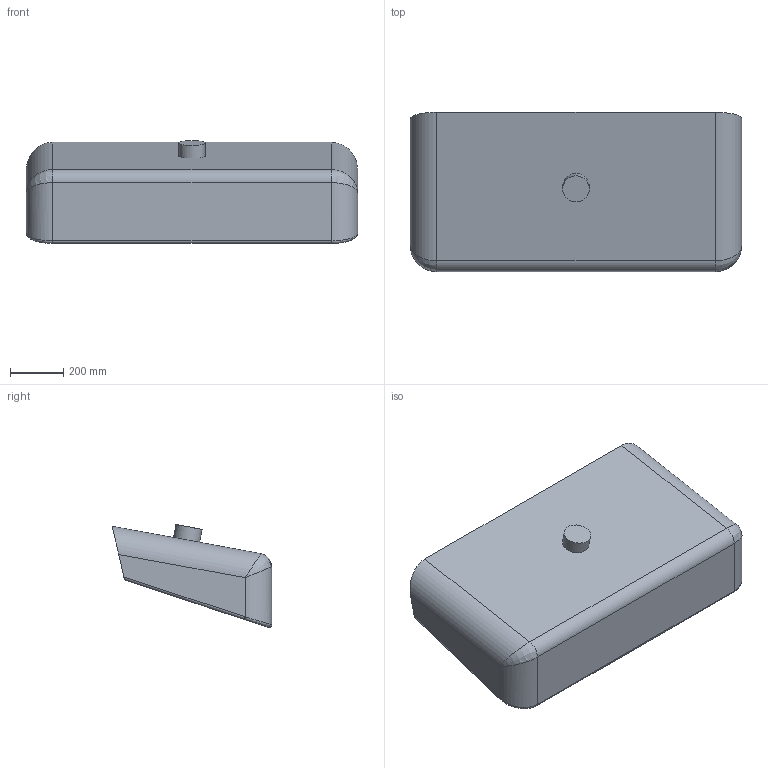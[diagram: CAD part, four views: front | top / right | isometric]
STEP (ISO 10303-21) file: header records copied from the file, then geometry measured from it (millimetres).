
FILE_DESCRIPTION(/* description */ (''),/* implementation_level */ '2;1');
FILE_NAME(/* name */ 'SeatBase.step',/* time_stamp */ '2025-05-27T21:04:58-04:00',/* author */ (''),/* organization */ (''),/* preprocessor_version */ 'ST-DEVELOPER v20.1',/* originating_system */ 'Autodesk Translation Framework v14.10.0.0',/* authorisation */ '');
FILE_SCHEMA (('AUTOMOTIVE_DESIGN { 1 0 10303 214 3 1 1 }'));
Length unit declared in the file: millimetre
Products named in the file (1): SeatBase
Bounding box: 1250 x 601.08 x 388.13 mm (x, y, z)
Volume: 163932695.1 mm3; surface area: 2276034 mm2
Topology: 1 solids, 1 shells, 22 faces, 46 edges, 26 vertices
Faces by surface type: cylinder 10, plane 8, bspline 4
Full cylindrical faces by diameter (mm): 100 x2
Entity records: 860 total; most frequent: CARTESIAN_POINT 355, DIRECTION 104, ORIENTED_EDGE 88, EDGE_CURVE 44, AXIS2_PLACEMENT_3D 41, VERTEX_POINT 26, EDGE_LOOP 24, FACE_OUTER_BOUND 22
